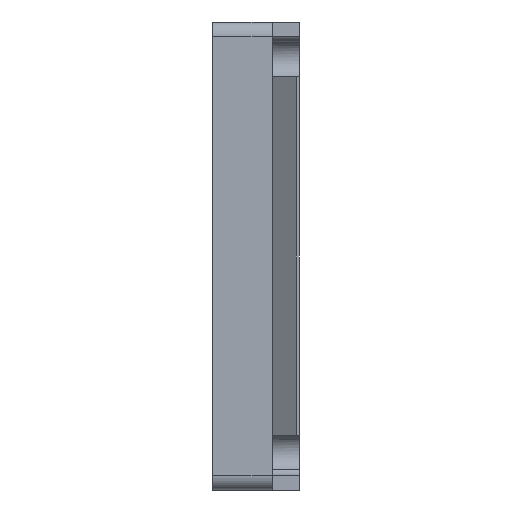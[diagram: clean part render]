
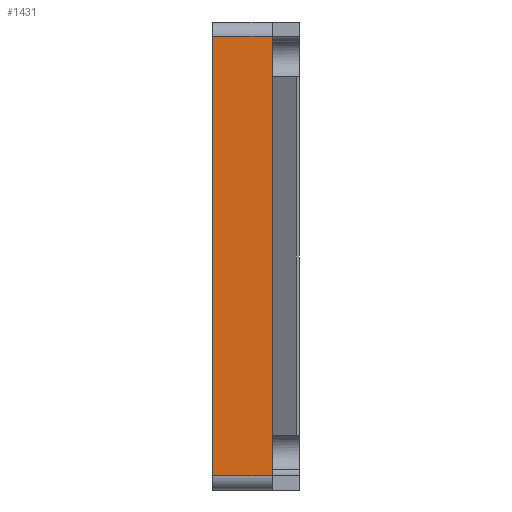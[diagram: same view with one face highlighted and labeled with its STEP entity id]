
A CAD part, left-side view. The second image highlights one B-rep face of the part: STEP entity #1431.
In plain terms, the highlighted planar face has unit normal (-1, 0, 0).
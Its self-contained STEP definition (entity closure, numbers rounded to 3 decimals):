
#236=FACE_OUTER_BOUND('',#329,.T.);
#329=EDGE_LOOP('',(#1256,#1257,#1258,#1259));
#422=LINE('',#2487,#538);
#446=LINE('',#2579,#562);
#453=LINE('',#2599,#569);
#455=LINE('',#2602,#571);
#538=VECTOR('',#1830,10.);
#562=VECTOR('',#1918,10.);
#569=VECTOR('',#1943,10.);
#571=VECTOR('',#1947,10.);
#679=VERTEX_POINT('',#2484);
#680=VERTEX_POINT('',#2486);
#703=VERTEX_POINT('',#2576);
#704=VERTEX_POINT('',#2578);
#852=EDGE_CURVE('',#679,#680,#422,.T.);
#893=EDGE_CURVE('',#703,#704,#446,.T.);
#904=EDGE_CURVE('',#704,#679,#453,.T.);
#906=EDGE_CURVE('',#680,#703,#455,.T.);
#1256=ORIENTED_EDGE('',*,*,#904,.F.);
#1257=ORIENTED_EDGE('',*,*,#893,.F.);
#1258=ORIENTED_EDGE('',*,*,#906,.F.);
#1259=ORIENTED_EDGE('',*,*,#852,.F.);
#1369=PLANE('',#1579);
#1431=ADVANCED_FACE('',(#236),#1369,.T.);
#1579=AXIS2_PLACEMENT_3D('',#2601,#1945,#1946);
#1830=DIRECTION('',(0.,0.,-1.));
#1918=DIRECTION('',(0.,0.,1.));
#1943=DIRECTION('',(0.,-1.,0.));
#1945=DIRECTION('center_axis',(-1.,0.,0.));
#1946=DIRECTION('ref_axis',(0.,0.,1.));
#1947=DIRECTION('',(0.,1.,0.));
#2484=CARTESIAN_POINT('',(-95.,0.,46.));
#2486=CARTESIAN_POINT('',(-95.,0.,-46.));
#2487=CARTESIAN_POINT('',(-95.,0.,49.));
#2576=CARTESIAN_POINT('',(-95.,12.5,-46.));
#2578=CARTESIAN_POINT('',(-95.,12.5,46.));
#2579=CARTESIAN_POINT('',(-95.,12.5,-46.));
#2599=CARTESIAN_POINT('',(-95.,0.,46.));
#2601=CARTESIAN_POINT('Origin',(-95.,0.,-49.));
#2602=CARTESIAN_POINT('',(-95.,0.,-46.));
